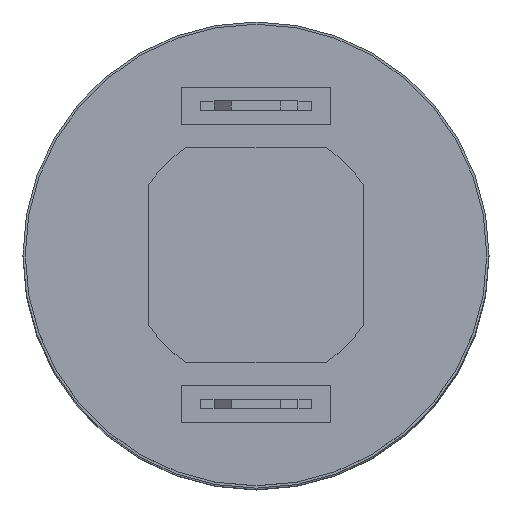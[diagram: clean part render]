
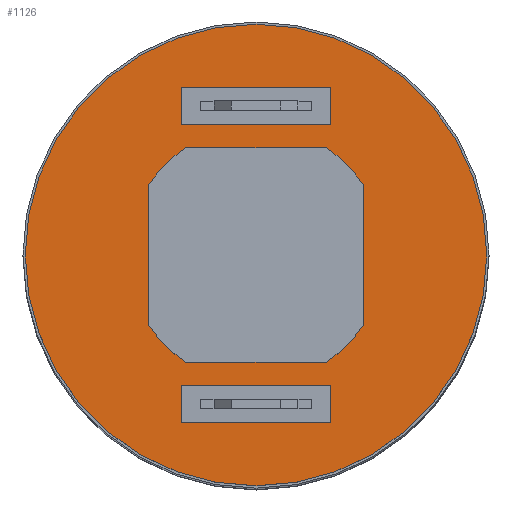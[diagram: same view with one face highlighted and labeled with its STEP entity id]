
A CAD part, top view. The second image highlights one B-rep face of the part: STEP entity #1126.
In plain terms, the highlighted planar face has unit normal (0, 0, 1).
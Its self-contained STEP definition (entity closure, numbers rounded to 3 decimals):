
#38=LINE('',#1642,#138);
#39=LINE('',#1646,#139);
#40=LINE('',#1650,#140);
#41=LINE('',#1654,#141);
#42=LINE('',#1658,#142);
#43=LINE('',#1660,#143);
#44=LINE('',#1662,#144);
#45=LINE('',#1663,#145);
#46=LINE('',#1666,#146);
#47=LINE('',#1668,#147);
#48=LINE('',#1670,#148);
#49=LINE('',#1671,#149);
#138=VECTOR('',#1321,3.015);
#139=VECTOR('',#1324,3.015);
#140=VECTOR('',#1327,3.015);
#141=VECTOR('',#1330,3.015);
#142=VECTOR('',#1333,3.2);
#143=VECTOR('',#1334,0.8);
#144=VECTOR('',#1335,3.2);
#145=VECTOR('',#1336,0.8);
#146=VECTOR('',#1337,3.2);
#147=VECTOR('',#1338,0.8);
#148=VECTOR('',#1339,3.2);
#149=VECTOR('',#1340,0.8);
#239=FACE_BOUND('',#347,.T.);
#240=FACE_BOUND('',#348,.T.);
#241=FACE_BOUND('',#349,.T.);
#273=FACE_OUTER_BOUND('',#346,.T.);
#346=EDGE_LOOP('',(#730));
#347=EDGE_LOOP('',(#731,#732,#733,#734,#735,#736,#737,#738));
#348=EDGE_LOOP('',(#739,#740,#741,#742));
#349=EDGE_LOOP('',(#743,#744,#745,#746));
#452=CIRCLE('',#1203,4.95);
#453=CIRCLE('',#1204,2.75);
#454=CIRCLE('',#1205,2.75);
#455=CIRCLE('',#1206,2.75);
#456=CIRCLE('',#1207,2.75);
#490=VERTEX_POINT('',#1638);
#491=VERTEX_POINT('',#1640);
#492=VERTEX_POINT('',#1641);
#493=VERTEX_POINT('',#1643);
#494=VERTEX_POINT('',#1645);
#495=VERTEX_POINT('',#1647);
#496=VERTEX_POINT('',#1649);
#497=VERTEX_POINT('',#1651);
#498=VERTEX_POINT('',#1653);
#499=VERTEX_POINT('',#1656);
#500=VERTEX_POINT('',#1657);
#501=VERTEX_POINT('',#1659);
#502=VERTEX_POINT('',#1661);
#503=VERTEX_POINT('',#1664);
#504=VERTEX_POINT('',#1665);
#505=VERTEX_POINT('',#1667);
#506=VERTEX_POINT('',#1669);
#592=EDGE_CURVE('',#490,#490,#452,.T.);
#593=EDGE_CURVE('',#491,#492,#38,.T.);
#594=EDGE_CURVE('',#493,#491,#453,.T.);
#595=EDGE_CURVE('',#494,#493,#39,.T.);
#596=EDGE_CURVE('',#495,#494,#454,.T.);
#597=EDGE_CURVE('',#496,#495,#40,.T.);
#598=EDGE_CURVE('',#497,#496,#455,.T.);
#599=EDGE_CURVE('',#498,#497,#41,.T.);
#600=EDGE_CURVE('',#492,#498,#456,.T.);
#601=EDGE_CURVE('',#499,#500,#42,.T.);
#602=EDGE_CURVE('',#501,#499,#43,.T.);
#603=EDGE_CURVE('',#502,#501,#44,.T.);
#604=EDGE_CURVE('',#500,#502,#45,.T.);
#605=EDGE_CURVE('',#503,#504,#46,.T.);
#606=EDGE_CURVE('',#505,#503,#47,.T.);
#607=EDGE_CURVE('',#506,#505,#48,.T.);
#608=EDGE_CURVE('',#504,#506,#49,.T.);
#730=ORIENTED_EDGE('',*,*,#592,.F.);
#731=ORIENTED_EDGE('',*,*,#593,.F.);
#732=ORIENTED_EDGE('',*,*,#594,.F.);
#733=ORIENTED_EDGE('',*,*,#595,.F.);
#734=ORIENTED_EDGE('',*,*,#596,.F.);
#735=ORIENTED_EDGE('',*,*,#597,.F.);
#736=ORIENTED_EDGE('',*,*,#598,.F.);
#737=ORIENTED_EDGE('',*,*,#599,.F.);
#738=ORIENTED_EDGE('',*,*,#600,.F.);
#739=ORIENTED_EDGE('',*,*,#601,.F.);
#740=ORIENTED_EDGE('',*,*,#602,.F.);
#741=ORIENTED_EDGE('',*,*,#603,.F.);
#742=ORIENTED_EDGE('',*,*,#604,.F.);
#743=ORIENTED_EDGE('',*,*,#605,.F.);
#744=ORIENTED_EDGE('',*,*,#606,.F.);
#745=ORIENTED_EDGE('',*,*,#607,.F.);
#746=ORIENTED_EDGE('',*,*,#608,.F.);
#1005=PLANE('',#1202);
#1126=ADVANCED_FACE('',(#273,#239,#240,#241),#1005,.T.);
#1202=AXIS2_PLACEMENT_3D('',#1637,#1317,#1318);
#1203=AXIS2_PLACEMENT_3D('',#1639,#1319,#1320);
#1204=AXIS2_PLACEMENT_3D('',#1644,#1322,#1323);
#1205=AXIS2_PLACEMENT_3D('',#1648,#1325,#1326);
#1206=AXIS2_PLACEMENT_3D('',#1652,#1328,#1329);
#1207=AXIS2_PLACEMENT_3D('',#1655,#1331,#1332);
#1317=DIRECTION('center_axis',(0.,0.,1.));
#1318=DIRECTION('ref_axis',(0.,-1.,0.));
#1319=DIRECTION('center_axis',(0.,0.,
-1.));
#1320=DIRECTION('ref_axis',(0.,-1.,0.));
#1321=DIRECTION('',(-1.,0.,0.));
#1322=DIRECTION('center_axis',(0.,0.,1.));
#1323=DIRECTION('ref_axis',(0.,-1.,0.));
#1324=DIRECTION('',(0.,1.,0.));
#1325=DIRECTION('center_axis',(0.,0.,1.));
#1326=DIRECTION('ref_axis',(0.,-1.,0.));
#1327=DIRECTION('',(1.,0.,0.));
#1328=DIRECTION('center_axis',(0.,0.,1.));
#1329=DIRECTION('ref_axis',(0.,-1.,0.));
#1330=DIRECTION('',(0.,-1.,0.));
#1331=DIRECTION('center_axis',(0.,0.,1.));
#1332=DIRECTION('ref_axis',(0.,-1.,0.));
#1333=DIRECTION('',(-1.,0.,0.));
#1334=DIRECTION('',(0.,1.,0.));
#1335=DIRECTION('',(1.,0.,0.));
#1336=DIRECTION('',(0.,-1.,0.));
#1337=DIRECTION('',(-1.,0.,0.));
#1338=DIRECTION('',(0.,1.,0.));
#1339=DIRECTION('',(1.,0.,0.));
#1340=DIRECTION('',(0.,-1.,0.));
#1637=CARTESIAN_POINT('Origin',(0.,-4.95,24.374));
#1638=CARTESIAN_POINT('',(0.,-4.95,24.374));
#1639=CARTESIAN_POINT('Origin',(0.,0.,
24.374));
#1640=CARTESIAN_POINT('',(1.507,2.3,24.374));
#1641=CARTESIAN_POINT('',(-1.507,2.3,24.374));
#1642=CARTESIAN_POINT('',(-0.754,2.3,24.374));
#1643=CARTESIAN_POINT('',(2.3,1.507,24.374));
#1644=CARTESIAN_POINT('Origin',(0.,0.,
24.374));
#1645=CARTESIAN_POINT('',(2.3,-1.507,24.374));
#1646=CARTESIAN_POINT('',(2.3,-1.721,24.374));
#1647=CARTESIAN_POINT('',(1.507,-2.3,24.374));
#1648=CARTESIAN_POINT('Origin',(0.,0.,
24.374));
#1649=CARTESIAN_POINT('',(-1.507,-2.3,24.374));
#1650=CARTESIAN_POINT('',(0.754,-2.3,24.374));
#1651=CARTESIAN_POINT('',(-2.3,-1.507,24.374));
#1652=CARTESIAN_POINT('Origin',(0.,0.,
24.374));
#1653=CARTESIAN_POINT('',(-2.3,1.507,24.374));
#1654=CARTESIAN_POINT('',(-2.3,-3.229,24.374));
#1655=CARTESIAN_POINT('Origin',(0.,0.,
24.374));
#1656=CARTESIAN_POINT('',(1.6,3.6,24.374));
#1657=CARTESIAN_POINT('',(-1.6,3.6,24.374));
#1658=CARTESIAN_POINT('',(0.8,3.6,24.374));
#1659=CARTESIAN_POINT('',(1.6,2.8,24.374));
#1660=CARTESIAN_POINT('',(1.6,-1.075,24.374));
#1661=CARTESIAN_POINT('',(-1.6,2.8,24.374));
#1662=CARTESIAN_POINT('',(-0.8,2.8,24.374));
#1663=CARTESIAN_POINT('',(-1.6,-0.675,24.374));
#1664=CARTESIAN_POINT('',(1.6,-2.8,24.374));
#1665=CARTESIAN_POINT('',(-1.6,-2.8,24.374));
#1666=CARTESIAN_POINT('',(0.8,-2.8,24.374));
#1667=CARTESIAN_POINT('',(1.6,-3.6,24.374));
#1668=CARTESIAN_POINT('',(1.6,-4.275,24.374));
#1669=CARTESIAN_POINT('',(-1.6,-3.6,24.374));
#1670=CARTESIAN_POINT('',(-0.8,-3.6,24.374));
#1671=CARTESIAN_POINT('',(-1.6,-3.875,24.374));
